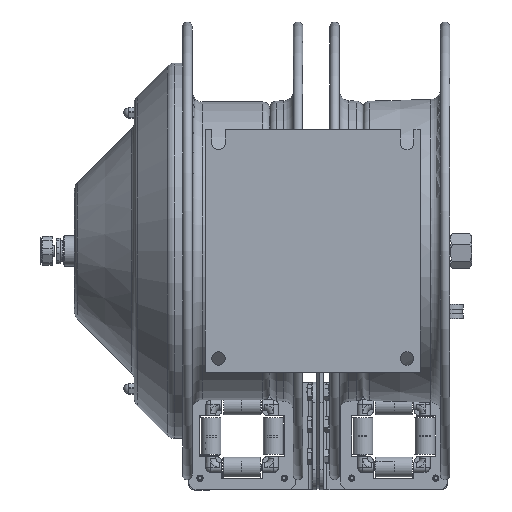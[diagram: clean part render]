
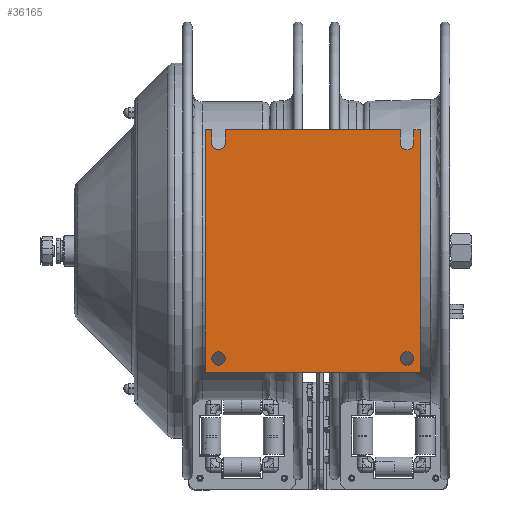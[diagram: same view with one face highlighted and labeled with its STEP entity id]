
A CAD part, front view. The second image highlights one B-rep face of the part: STEP entity #36165.
In plain terms, the highlighted planar face has unit normal (0, -1, 0).
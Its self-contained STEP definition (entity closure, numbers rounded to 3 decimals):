
#217=LINE('',#45531,#4273);
#220=LINE('',#45537,#4276);
#223=LINE('',#45554,#4279);
#227=LINE('',#45563,#4283);
#231=LINE('',#45574,#4287);
#236=LINE('',#45583,#4292);
#237=LINE('',#45586,#4293);
#238=LINE('',#45588,#4294);
#239=LINE('',#45589,#4295);
#240=LINE('',#45590,#4296);
#4273=VECTOR('',#38557,0.5);
#4276=VECTOR('',#38562,0.5);
#4279=VECTOR('',#38579,0.5);
#4283=VECTOR('',#38585,0.5);
#4287=VECTOR('',#38597,0.25);
#4292=VECTOR('',#38604,0.25);
#4293=VECTOR('',#38607,9.);
#4294=VECTOR('',#38608,8.);
#4295=VECTOR('',#38609,9.);
#4296=VECTOR('',#38610,6.5);
#8513=PLANE('',#37053);
#9374=FACE_BOUND('',#12647,.T.);
#9375=FACE_BOUND('',#12648,.T.);
#12043=FACE_OUTER_BOUND('',#12646,.T.);
#12646=EDGE_LOOP('',(#28550,#28551,#28552,#28553,#28554,#28555,#28556,#28557,
#28558,#28559,#28560,#28561));
#12647=EDGE_LOOP('',(#28562));
#12648=EDGE_LOOP('',(#28563));
#13847=CIRCLE('',#37036,0.25);
#13849=CIRCLE('',#37041,0.25);
#13851=CIRCLE('',#37044,0.25);
#13853=CIRCLE('',#37049,0.25);
#14708=VERTEX_POINT('',#45521);
#14709=VERTEX_POINT('',#45522);
#14712=VERTEX_POINT('',#45530);
#14714=VERTEX_POINT('',#45536);
#14716=VERTEX_POINT('',#45542);
#14718=VERTEX_POINT('',#45547);
#14720=VERTEX_POINT('',#45552);
#14721=VERTEX_POINT('',#45553);
#14724=VERTEX_POINT('',#45561);
#14725=VERTEX_POINT('',#45562);
#14728=VERTEX_POINT('',#45573);
#14731=VERTEX_POINT('',#45581);
#14732=VERTEX_POINT('',#45585);
#14733=VERTEX_POINT('',#45587);
#21428=EDGE_CURVE('',#14708,#14709,#13847,.T.);
#21432=EDGE_CURVE('',#14709,#14712,#217,.T.);
#21435=EDGE_CURVE('',#14714,#14708,#220,.T.);
#21438=EDGE_CURVE('',#14716,#14716,#13849,.T.);
#21440=EDGE_CURVE('',#14718,#14718,#13851,.T.);
#21442=EDGE_CURVE('',#14720,#14721,#223,.T.);
#21446=EDGE_CURVE('',#14724,#14725,#227,.T.);
#21450=EDGE_CURVE('',#14725,#14720,#13853,.T.);
#21452=EDGE_CURVE('',#14728,#14724,#231,.T.);
#21457=EDGE_CURVE('',#14712,#14731,#236,.T.);
#21458=EDGE_CURVE('',#14731,#14732,#237,.T.);
#21459=EDGE_CURVE('',#14732,#14733,#238,.T.);
#21460=EDGE_CURVE('',#14733,#14728,#239,.T.);
#21461=EDGE_CURVE('',#14721,#14714,#240,.T.);
#28550=ORIENTED_EDGE('',*,*,#21435,.T.);
#28551=ORIENTED_EDGE('',*,*,#21428,.T.);
#28552=ORIENTED_EDGE('',*,*,#21432,.T.);
#28553=ORIENTED_EDGE('',*,*,#21457,.T.);
#28554=ORIENTED_EDGE('',*,*,#21458,.T.);
#28555=ORIENTED_EDGE('',*,*,#21459,.T.);
#28556=ORIENTED_EDGE('',*,*,#21460,.T.);
#28557=ORIENTED_EDGE('',*,*,#21452,.T.);
#28558=ORIENTED_EDGE('',*,*,#21446,.T.);
#28559=ORIENTED_EDGE('',*,*,#21450,.T.);
#28560=ORIENTED_EDGE('',*,*,#21442,.T.);
#28561=ORIENTED_EDGE('',*,*,#21461,.T.);
#28562=ORIENTED_EDGE('',*,*,#21440,.T.);
#28563=ORIENTED_EDGE('',*,*,#21438,.T.);
#36165=ADVANCED_FACE('',(#12043,#9374,#9375),#8513,.F.);
#37036=AXIS2_PLACEMENT_3D('',#45523,#38549,#38550);
#37041=AXIS2_PLACEMENT_3D('',#45543,#38567,#38568);
#37044=AXIS2_PLACEMENT_3D('',#45548,#38573,#38574);
#37049=AXIS2_PLACEMENT_3D('',#45570,#38591,#38592);
#37053=AXIS2_PLACEMENT_3D('',#45584,#38605,#38606);
#38549=DIRECTION('center_axis',(0.,1.,0.));
#38550=DIRECTION('ref_axis',(1.,0.,0.));
#38557=DIRECTION('',(0.,0.,1.));
#38562=DIRECTION('',(0.,0.,-1.));
#38567=DIRECTION('center_axis',(0.,1.,0.));
#38568=DIRECTION('ref_axis',(0.,0.,
-1.));
#38573=DIRECTION('center_axis',(0.,1.,0.));
#38574=DIRECTION('ref_axis',(0.,0.,
-1.));
#38579=DIRECTION('',(0.,0.,1.));
#38585=DIRECTION('',(0.,0.,-1.));
#38591=DIRECTION('center_axis',(0.,1.,0.));
#38592=DIRECTION('ref_axis',(1.,0.,0.));
#38597=DIRECTION('',(-1.,0.,0.));
#38604=DIRECTION('',(-1.,0.,0.));
#38605=DIRECTION('center_axis',(0.,1.,0.));
#38606=DIRECTION('ref_axis',(0.,0.,
1.));
#38607=DIRECTION('',(0.,0.,-1.));
#38608=DIRECTION('',(1.,0.,0.));
#38609=DIRECTION('',(0.,0.,1.));
#38610=DIRECTION('',(-1.,0.,0.));
#45521=CARTESIAN_POINT('',(-3.25,0.,4.));
#45522=CARTESIAN_POINT('',(-3.75,0.,4.));
#45523=CARTESIAN_POINT('Origin',(-3.5,0.,4.));
#45530=CARTESIAN_POINT('',(-3.75,0.,4.5));
#45531=CARTESIAN_POINT('',(-3.75,0.,2.));
#45536=CARTESIAN_POINT('',(-3.25,0.,4.5));
#45537=CARTESIAN_POINT('',(-3.25,0.,2.25));
#45542=CARTESIAN_POINT('',(3.5,0.,-3.75));
#45543=CARTESIAN_POINT('Origin',(3.5,0.,-4.));
#45547=CARTESIAN_POINT('',(-3.5,0.,-3.75));
#45548=CARTESIAN_POINT('Origin',(-3.5,0.,-4.));
#45552=CARTESIAN_POINT('',(3.25,0.,4.));
#45553=CARTESIAN_POINT('',(3.25,0.,4.5));
#45554=CARTESIAN_POINT('',(3.25,0.,2.));
#45561=CARTESIAN_POINT('',(3.75,0.,4.5));
#45562=CARTESIAN_POINT('',(3.75,0.,4.));
#45563=CARTESIAN_POINT('',(3.75,0.,2.25));
#45570=CARTESIAN_POINT('Origin',(3.5,0.,4.));
#45573=CARTESIAN_POINT('',(4.,0.,4.5));
#45574=CARTESIAN_POINT('',(4.,0.,4.5));
#45581=CARTESIAN_POINT('',(-4.,0.,4.5));
#45583=CARTESIAN_POINT('',(4.,0.,4.5));
#45584=CARTESIAN_POINT('Origin',(0.,0.,
0.));
#45585=CARTESIAN_POINT('',(-4.,0.,-4.5));
#45586=CARTESIAN_POINT('',(-4.,0.,4.5));
#45587=CARTESIAN_POINT('',(4.,0.,-4.5));
#45588=CARTESIAN_POINT('',(-4.,0.,-4.5));
#45589=CARTESIAN_POINT('',(4.,0.,-4.5));
#45590=CARTESIAN_POINT('',(4.,0.,4.5));
